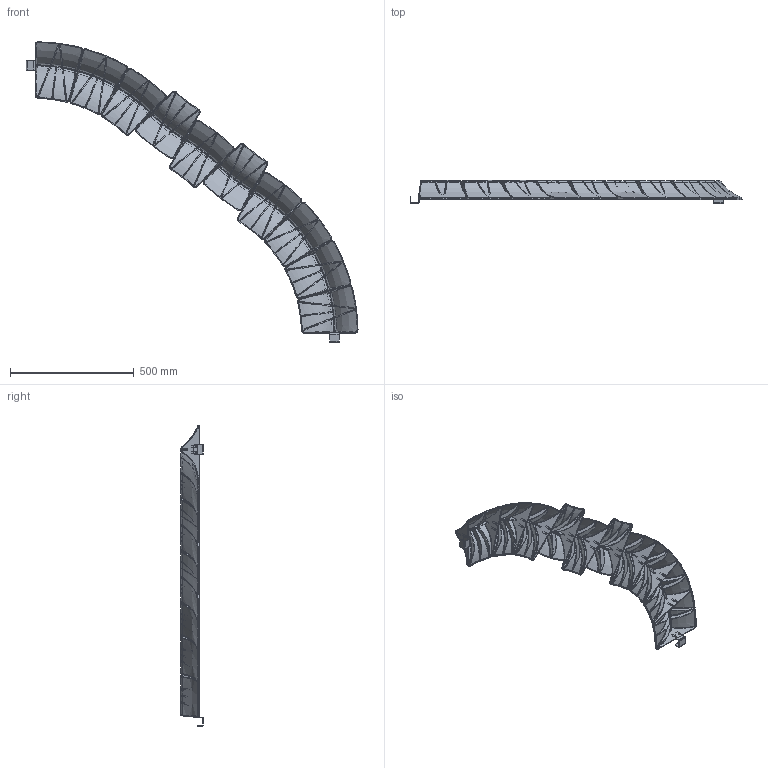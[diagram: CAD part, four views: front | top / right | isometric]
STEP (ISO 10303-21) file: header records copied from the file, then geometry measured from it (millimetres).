
FILE_DESCRIPTION (( 'STEP AP214' ), '1' );
FILE_NAME ('Corner Crater Rim.STEP', '2018-08-21T13:48:41', ( '' ), ( '' ), 'SwSTEP 2.0', 'SolidWorks 2018', '' );
FILE_SCHEMA (( 'AUTOMOTIVE_DESIGN' ));
Length unit declared in the file: inch
Products named in the file (3): Lower Clip Bracket; 3in tall crater section Rev3r for Molding; Corner Crater Rim
Assembly tree (12 placements, depth 2):
  Corner Crater Rim
    3in tall crater section Rev3r for Molding  x10
    Lower Clip Bracket  x2
Bounding box: 1339.12 x 92.08 x 1211.83 mm (x, y, z)
Volume: 1911917.1 mm3; surface area: 1492053.5 mm2
Topology: 12 solids, 12 shells, 2090 faces, 5176 edges, 3080 vertices
Faces by surface type: bspline 840, plane 434, cylinder 426, torus 330, sphere 60
Entity records: 12799 total; most frequent: CARTESIAN_POINT 7817, ORIENTED_EDGE 1144, DIRECTION 853, EDGE_CURVE 572, AXIS2_PLACEMENT_3D 342, VERTEX_POINT 340, EDGE_LOOP 242, ADVANCED_FACE 233
